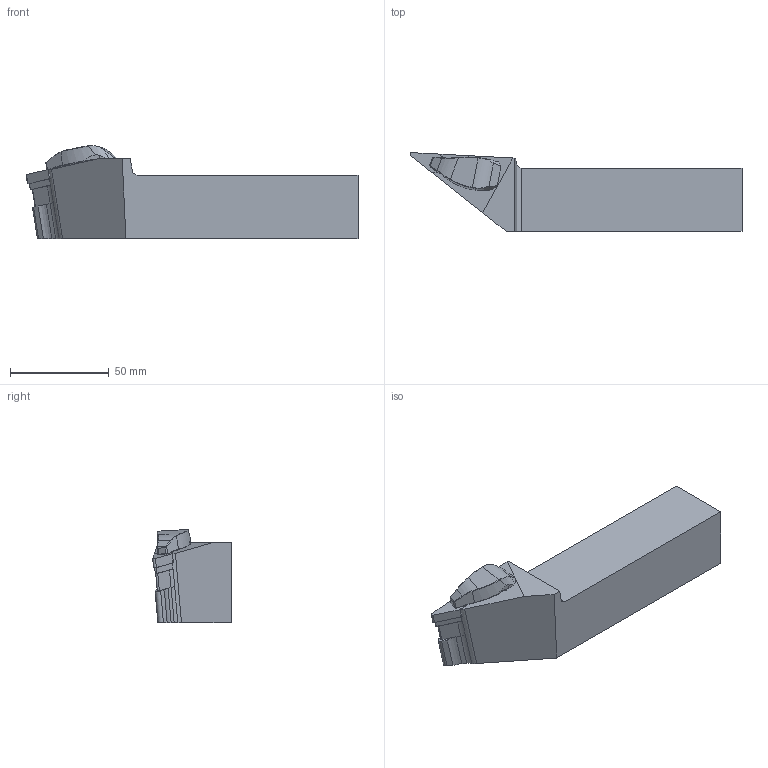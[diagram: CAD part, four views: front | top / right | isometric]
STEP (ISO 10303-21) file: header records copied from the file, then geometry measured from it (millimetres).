
FILE_DESCRIPTION(/* description */ (''),/* implementation_level */ '2;1');
FILE_NAME(/* name */ 'TVJNL-3232-P16-H.stp',/* time_stamp */ '2023-10-17T20:14:39+03:00',/* author */ (''),/* organization */ (''),/* preprocessor_version */ 'ST-DEVELOPER v19.4',/* originating_system */ 'SIEMENS PLM Software NX2306.3001',/* authorisation */ '');
FILE_SCHEMA (('AUTOMOTIVE_DESIGN { 1 0 10303 214 3 1 1 1 }'));
Length unit declared in the file: millimetre
Products named in the file (1): TVJNR-3232-P16-H
Bounding box: 168.34 x 39.87 x 47.17 mm (x, y, z)
Volume: 159363.7 mm3; surface area: 24095.8 mm2
Topology: 2 solids, 2 shells, 133 faces, 343 edges, 214 vertices
Faces by surface type: plane 66, bspline 25, cylinder 21, cone 12, extrusion 8, torus 1
Entity records: 4363 total; most frequent: CARTESIAN_POINT 1401, ORIENTED_EDGE 682, DIRECTION 484, EDGE_CURVE 341, VERTEX_POINT 214, VECTOR 176, LINE 168, AXIS2_PLACEMENT_3D 154
